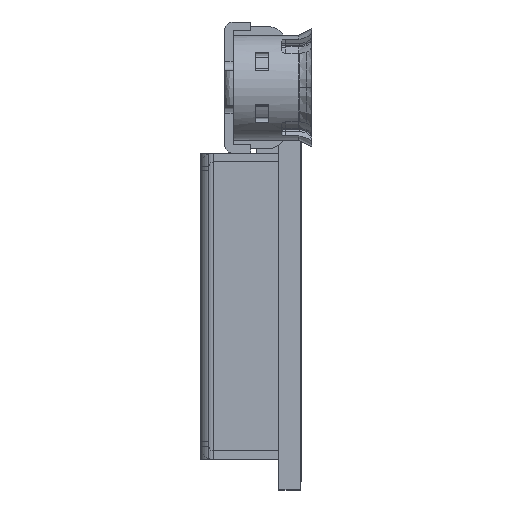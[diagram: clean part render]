
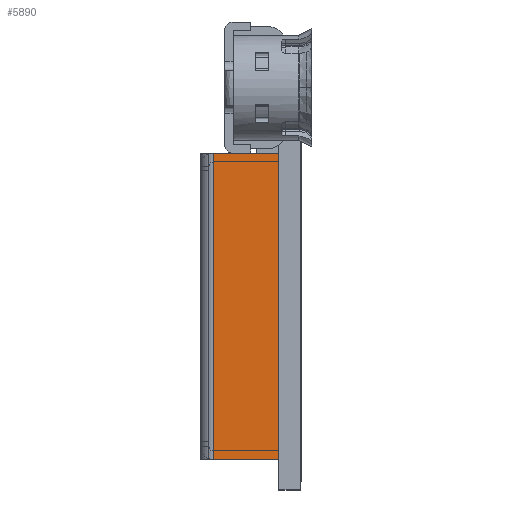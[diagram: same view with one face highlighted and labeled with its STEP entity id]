
A CAD part, left-side view. The second image highlights one B-rep face of the part: STEP entity #5890.
In plain terms, the highlighted face is planar.
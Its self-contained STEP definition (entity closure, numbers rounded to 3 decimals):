
#781 = CARTESIAN_POINT ( 'NONE',  ( 4., 1.8, 3.5 ) ) ;
#859 = LINE ( 'NONE', #8244, #1108 ) ;
#1108 = VECTOR ( 'NONE', #3426, 1000. ) ;
#1185 = DIRECTION ( 'NONE',  ( 0., 0., -1. ) ) ;
#1587 = DIRECTION ( 'NONE',  ( 0., 0., 1. ) ) ;
#1619 = LINE ( 'NONE', #7151, #3742 ) ;
#2337 = VECTOR ( 'NONE', #3748, 1000. ) ;
#2409 = VERTEX_POINT ( 'NONE', #7813 ) ;
#2847 = ORIENTED_EDGE ( 'NONE', *, *, #6672, .F. ) ;
#2949 = VECTOR ( 'NONE', #1185, 1000. ) ;
#3426 = DIRECTION ( 'NONE',  ( 0., 1., 0. ) ) ;
#3742 = VECTOR ( 'NONE', #10305, 1000. ) ;
#3748 = DIRECTION ( 'NONE',  ( 0., 1., 0. ) ) ;
#4531 = CARTESIAN_POINT ( 'NONE',  ( 4., 0.3, 3.5 ) ) ;
#4559 = ORIENTED_EDGE ( 'NONE', *, *, #6502, .F. ) ;
#4767 = PLANE ( 'NONE',  #6417 ) ;
#4833 = LINE ( 'NONE', #5980, #2949 ) ;
#5085 = EDGE_CURVE ( 'NONE', #9557, #10298, #859, .T. ) ;
#5890 = ADVANCED_FACE ( 'NONE', ( #8741 ), #4767, .F. ) ;
#5980 = CARTESIAN_POINT ( 'NONE',  ( 4., 1.8, 3.5 ) ) ;
#6342 = LINE ( 'NONE', #8556, #2337 ) ;
#6381 = DIRECTION ( 'NONE',  ( -1., 0., 0. ) ) ;
#6417 = AXIS2_PLACEMENT_3D ( 'NONE', #781, #6381, #1587 ) ;
#6502 = EDGE_CURVE ( 'NONE', #9919, #2409, #6342, .T. ) ;
#6672 = EDGE_CURVE ( 'NONE', #2409, #10298, #4833, .T. ) ;
#7069 = CARTESIAN_POINT ( 'NONE',  ( 4., 0.3, -3.5 ) ) ;
#7151 = CARTESIAN_POINT ( 'NONE',  ( 4., 0.3, 3.5 ) ) ;
#7567 = CARTESIAN_POINT ( 'NONE',  ( 4., 1.8, -3.5 ) ) ;
#7813 = CARTESIAN_POINT ( 'NONE',  ( 4., 1.8, 3.5 ) ) ;
#8222 = EDGE_CURVE ( 'NONE', #9919, #9557, #1619, .T. ) ;
#8244 = CARTESIAN_POINT ( 'NONE',  ( 4., 1.8, -3.5 ) ) ;
#8556 = CARTESIAN_POINT ( 'NONE',  ( 4., 1.8, 3.5 ) ) ;
#8741 = FACE_OUTER_BOUND ( 'NONE', #9949, .T. ) ;
#9557 = VERTEX_POINT ( 'NONE', #7069 ) ;
#9919 = VERTEX_POINT ( 'NONE', #4531 ) ;
#9949 = EDGE_LOOP ( 'NONE', ( #9992, #2847, #4559, #10259 ) ) ;
#9992 = ORIENTED_EDGE ( 'NONE', *, *, #5085, .T. ) ;
#10259 = ORIENTED_EDGE ( 'NONE', *, *, #8222, .T. ) ;
#10298 = VERTEX_POINT ( 'NONE', #7567 ) ;
#10305 = DIRECTION ( 'NONE',  ( 0., 0., -1. ) ) ;
